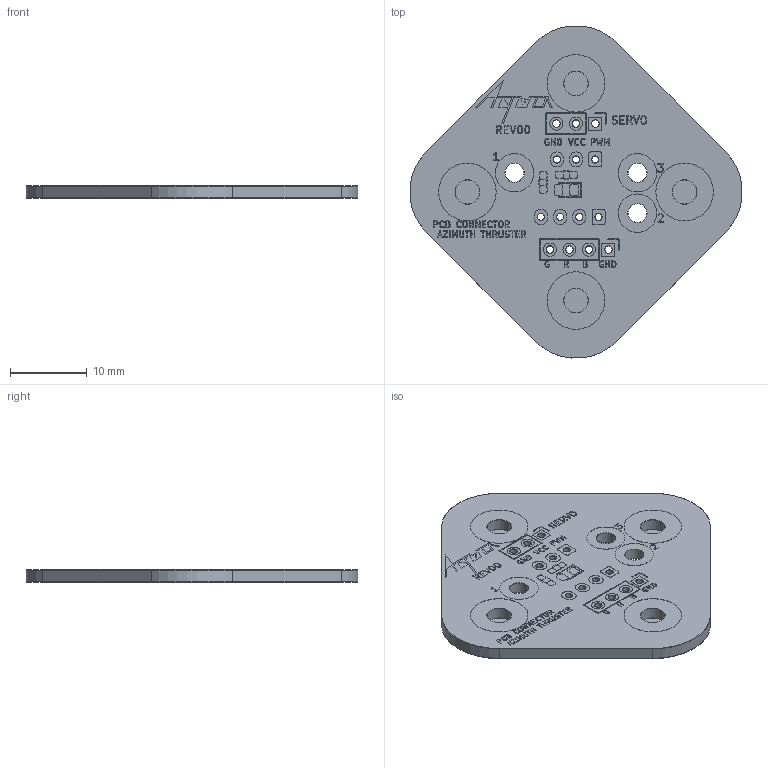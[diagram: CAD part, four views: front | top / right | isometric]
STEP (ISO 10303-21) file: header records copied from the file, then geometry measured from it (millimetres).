
FILE_DESCRIPTION(('KiCad electronic assembly'),'2;1');
FILE_NAME('pcb_connector_azimuth_thruster.step','2025-06-23T14:01:50',( 'Pcbnew'),('Kicad'),'Open CASCADE STEP processor 7.8', 'KiCad to STEP converter','Unknown');
FILE_SCHEMA(('AUTOMOTIVE_DESIGN { 1 0 10303 214 1 1 1 1 }'));
Length unit declared in the file: millimetre
Products named in the file (5): pcb_connector_azimuth_thruster 1; pcb_connector_azimuth_thruster_pad; pcb_connector_azimuth_thruster_silkscreen; pcb_connector_azimuth_thruster_soldermask; pcb_connector_azimuth_thruster_PCB
Assembly tree (4 placements, depth 2):
  pcb_connector_azimuth_thruster 1
    pcb_connector_azimuth_thruster_pad
    pcb_connector_azimuth_thruster_silkscreen
    pcb_connector_azimuth_thruster_soldermask
    pcb_connector_azimuth_thruster_PCB
Bounding box: 43.24 x 43.24 x 1.66 mm (x, y, z)
Volume: 1712.1 mm3; surface area: 5871.6 mm2
Topology: 70 solids, 169 shells, 512 faces, 2862 edges, 2589 vertices
Faces by surface type: plane 319, cylinder 193
Full cylindrical faces by diameter (mm): 0.9 x21, 0.95 x35, 1 x14, 1.7 x10, 2.45 x9, 2.5 x6, 3.15 x12, 3.2 x8, 5 x6, 7.5 x8
Entity records: 30505 total; most frequent: CARTESIAN_POINT 5968, DIRECTION 4815, ORIENTED_EDGE 3681, EDGE_CURVE 2862, VERTEX_POINT 2589, LINE 1943, VECTOR 1943, AXIS2_PLACEMENT_3D 1436
